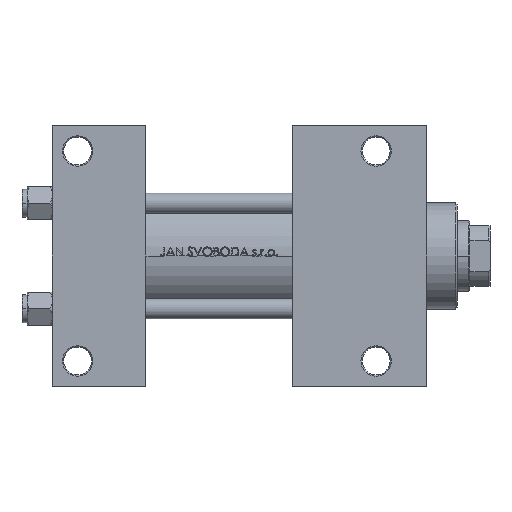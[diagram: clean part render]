
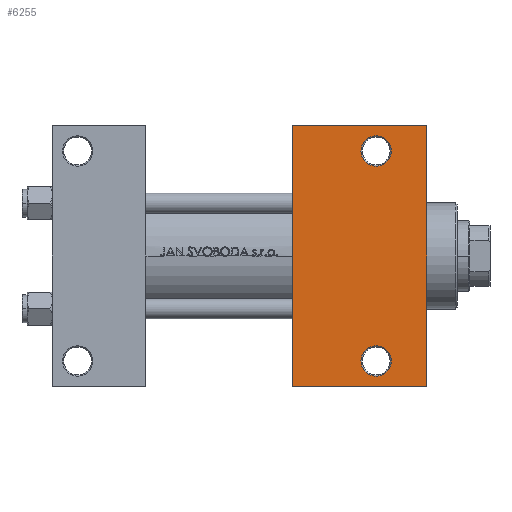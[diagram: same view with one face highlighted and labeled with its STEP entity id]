
A CAD part, front view. The second image highlights one B-rep face of the part: STEP entity #6255.
In plain terms, the highlighted face is planar.
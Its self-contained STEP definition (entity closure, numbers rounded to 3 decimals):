
#218 = DIRECTION ( 'NONE',  ( 0., 1., 0. ) ) ;
#1193 = CIRCLE ( 'NONE', #13096, 6. ) ;
#2969 = ORIENTED_EDGE ( 'NONE', *, *, #15893, .T. ) ;
#3683 = CARTESIAN_POINT ( 'NONE',  ( 128., 41.5, -30. ) ) ;
#5191 = CARTESIAN_POINT ( 'NONE',  ( 95., -51.5, -30. ) ) ;
#5724 = EDGE_LOOP ( 'NONE', ( #17702, #44423, #16896, #37771 ) ) ;
#6016 = VERTEX_POINT ( 'NONE', #48650 ) ;
#6255 = ADVANCED_FACE ( 'NONE', ( #45060, #29200, #11050 ), #40587, .T. ) ;
#7361 = DIRECTION ( 'NONE',  ( 0., 1., 0. ) ) ;
#7440 = CIRCLE ( 'NONE', #21724, 6. ) ;
#7666 = CARTESIAN_POINT ( 'NONE',  ( 148., -51.5, -30. ) ) ;
#8061 = CIRCLE ( 'NONE', #45328, 6. ) ;
#10306 = CARTESIAN_POINT ( 'NONE',  ( 95., -51.5, -30. ) ) ;
#10488 = CARTESIAN_POINT ( 'NONE',  ( 95., 51.5, -30. ) ) ;
#10976 = ORIENTED_EDGE ( 'NONE', *, *, #25010, .T. ) ;
#11014 = ORIENTED_EDGE ( 'NONE', *, *, #27749, .T. ) ;
#11050 = FACE_OUTER_BOUND ( 'NONE', #5724, .T. ) ;
#11083 = CARTESIAN_POINT ( 'NONE',  ( 128., 41.5, -30. ) ) ;
#11237 = CIRCLE ( 'NONE', #44549, 6. ) ;
#11684 = VECTOR ( 'NONE', #18755, 1000. ) ;
#12268 = DIRECTION ( 'NONE',  ( 0., 1., 0. ) ) ;
#13096 = AXIS2_PLACEMENT_3D ( 'NONE', #46275, #26265, #12268 ) ;
#13166 = VERTEX_POINT ( 'NONE', #10488 ) ;
#15254 = DIRECTION ( 'NONE',  ( 0., 0., 1. ) ) ;
#15362 = DIRECTION ( 'NONE',  ( 0., 0., 1. ) ) ;
#15563 = VERTEX_POINT ( 'NONE', #7666 ) ;
#15749 = VERTEX_POINT ( 'NONE', #44111 ) ;
#15757 = CARTESIAN_POINT ( 'NONE',  ( 134., 41.5, -30. ) ) ;
#15817 = CARTESIAN_POINT ( 'NONE',  ( 95., 51.5, -30. ) ) ;
#15893 = EDGE_CURVE ( 'NONE', #15749, #35218, #11237, .T. ) ;
#16896 = ORIENTED_EDGE ( 'NONE', *, *, #36149, .T. ) ;
#17633 = VECTOR ( 'NONE', #25476, 1000. ) ;
#17702 = ORIENTED_EDGE ( 'NONE', *, *, #34713, .F. ) ;
#18023 = CARTESIAN_POINT ( 'NONE',  ( 148., 30., -30. ) ) ;
#18736 = CARTESIAN_POINT ( 'NONE',  ( 128., -41.5, -30. ) ) ;
#18755 = DIRECTION ( 'NONE',  ( 0., -1., 0. ) ) ;
#18918 = CARTESIAN_POINT ( 'NONE',  ( 134., -41.5, -30. ) ) ;
#19544 = LINE ( 'NONE', #15817, #20339 ) ;
#20339 = VECTOR ( 'NONE', #35156, 1000. ) ;
#21724 = AXIS2_PLACEMENT_3D ( 'NONE', #3683, #15362, #218 ) ;
#21741 = DIRECTION ( 'NONE',  ( 0., 0., -1. ) ) ;
#25010 = EDGE_CURVE ( 'NONE', #35218, #15749, #7440, .T. ) ;
#25476 = DIRECTION ( 'NONE',  ( -1., 0., 0. ) ) ;
#26265 = DIRECTION ( 'NONE',  ( 0., 0., 1. ) ) ;
#27298 = LINE ( 'NONE', #39158, #32212 ) ;
#27749 = EDGE_CURVE ( 'NONE', #34339, #44616, #1193, .T. ) ;
#29200 = FACE_BOUND ( 'NONE', #42625, .T. ) ;
#32212 = VECTOR ( 'NONE', #38202, 1000. ) ;
#34339 = VERTEX_POINT ( 'NONE', #18918 ) ;
#34713 = EDGE_CURVE ( 'NONE', #13166, #42153, #27298, .T. ) ;
#35004 = EDGE_CURVE ( 'NONE', #13166, #6016, #19544, .T. ) ;
#35156 = DIRECTION ( 'NONE',  ( 1., 0., 0. ) ) ;
#35218 = VERTEX_POINT ( 'NONE', #15757 ) ;
#36149 = EDGE_CURVE ( 'NONE', #6016, #15563, #37611, .T. ) ;
#37611 = LINE ( 'NONE', #40588, #11684 ) ;
#37771 = ORIENTED_EDGE ( 'NONE', *, *, #48163, .T. ) ;
#38202 = DIRECTION ( 'NONE',  ( 0., -1., 0. ) ) ;
#39158 = CARTESIAN_POINT ( 'NONE',  ( 95., 30., -30. ) ) ;
#40087 = DIRECTION ( 'NONE',  ( 0., 1., 0. ) ) ;
#40582 = LINE ( 'NONE', #10306, #17633 ) ;
#40587 = PLANE ( 'NONE',  #47310 ) ;
#40588 = CARTESIAN_POINT ( 'NONE',  ( 148., 30., -30. ) ) ;
#40931 = EDGE_LOOP ( 'NONE', ( #2969, #10976 ) ) ;
#41358 = DIRECTION ( 'NONE',  ( 0., 0., 1. ) ) ;
#41552 = DIRECTION ( 'NONE',  ( 0., 1., 0. ) ) ;
#42153 = VERTEX_POINT ( 'NONE', #5191 ) ;
#42625 = EDGE_LOOP ( 'NONE', ( #45830, #11014 ) ) ;
#44111 = CARTESIAN_POINT ( 'NONE',  ( 122., 41.5, -30. ) ) ;
#44423 = ORIENTED_EDGE ( 'NONE', *, *, #35004, .T. ) ;
#44549 = AXIS2_PLACEMENT_3D ( 'NONE', #11083, #41358, #7361 ) ;
#44616 = VERTEX_POINT ( 'NONE', #47827 ) ;
#45060 = FACE_BOUND ( 'NONE', #40931, .T. ) ;
#45328 = AXIS2_PLACEMENT_3D ( 'NONE', #18736, #15254, #41552 ) ;
#45830 = ORIENTED_EDGE ( 'NONE', *, *, #47293, .T. ) ;
#46275 = CARTESIAN_POINT ( 'NONE',  ( 128., -41.5, -30. ) ) ;
#47293 = EDGE_CURVE ( 'NONE', #44616, #34339, #8061, .T. ) ;
#47310 = AXIS2_PLACEMENT_3D ( 'NONE', #18023, #21741, #40087 ) ;
#47827 = CARTESIAN_POINT ( 'NONE',  ( 122., -41.5, -30. ) ) ;
#48163 = EDGE_CURVE ( 'NONE', #15563, #42153, #40582, .T. ) ;
#48650 = CARTESIAN_POINT ( 'NONE',  ( 148., 51.5, -30. ) ) ;
